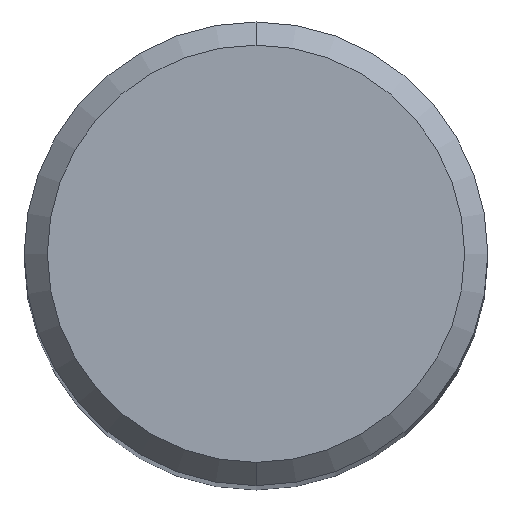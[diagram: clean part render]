
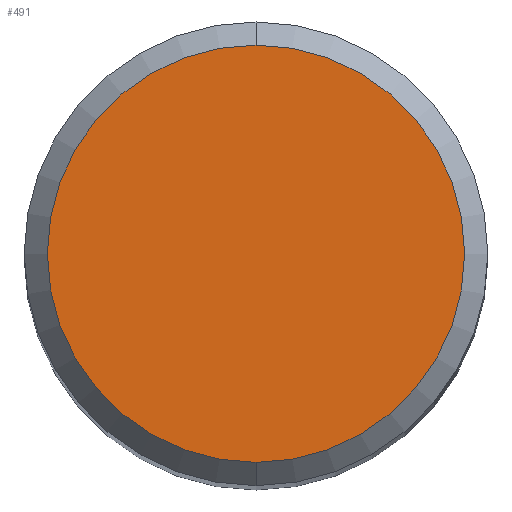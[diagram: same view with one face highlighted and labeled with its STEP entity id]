
A CAD part, top view. The second image highlights one B-rep face of the part: STEP entity #491.
In plain terms, the highlighted planar face has unit normal (0, 0, 1).
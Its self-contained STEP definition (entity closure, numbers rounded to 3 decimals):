
#491=ADVANCED_FACE('',(#1098),#1099,.T.);
#579=VERTEX_POINT('',#1192);
#663=VERTEX_POINT('',#1282);
#695=EDGE_CURVE('',#663,#579,#1318,.T.);
#801=EDGE_CURVE('',#579,#663,#1433,.T.);
#1098=FACE_OUTER_BOUND('',#3191,.T.);
#1099=PLANE('',#3192);
#1192=CARTESIAN_POINT('',(0.0,3.6,0.0));
#1282=CARTESIAN_POINT('',(0.,-3.6,0.0));
#1318=CIRCLE('',#4507,3.6);
#1433=CIRCLE('',#5521,3.6);
#3191=EDGE_LOOP('',(#6109,#6110));
#3192=AXIS2_PLACEMENT_3D('',#6111,#6112,#6113);
#4507=AXIS2_PLACEMENT_3D('',#6334,#6335,#6336);
#5521=AXIS2_PLACEMENT_3D('',#6455,#6456,#6457);
#6109=ORIENTED_EDGE('',*,*,#801,.F.);
#6110=ORIENTED_EDGE('',*,*,#695,.F.);
#6111=CARTESIAN_POINT('',(0.0,1.8,0.0));
#6112=DIRECTION('',(-0.0,0.0,1.0));
#6113=DIRECTION('',(0.0,-1.0,0.0));
#6334=CARTESIAN_POINT('',(0.0,0.0,0.0));
#6335=DIRECTION('',(0.0,0.0,-1.0));
#6336=DIRECTION('',(0.0,1.0,0.0));
#6455=CARTESIAN_POINT('',(0.0,0.0,0.0));
#6456=DIRECTION('',(0.0,0.0,-1.0));
#6457=DIRECTION('',(0.0,1.0,0.0));
